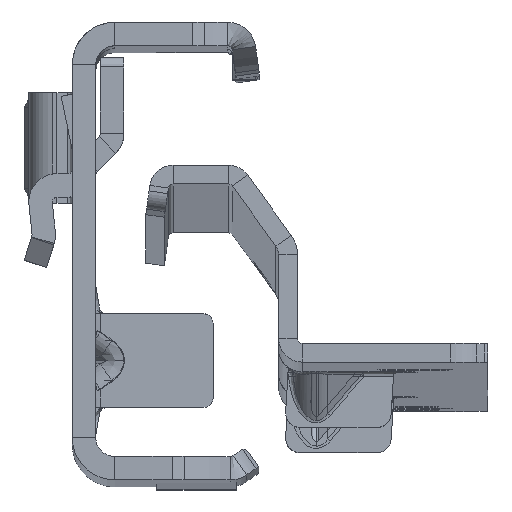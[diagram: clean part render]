
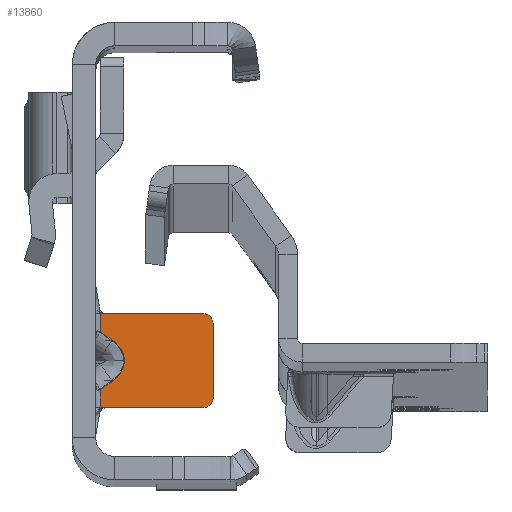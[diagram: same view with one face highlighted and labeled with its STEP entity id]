
A CAD part, top view. The second image highlights one B-rep face of the part: STEP entity #13860.
In plain terms, the highlighted planar face has unit normal (0, 0, 1).
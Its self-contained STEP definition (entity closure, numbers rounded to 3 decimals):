
#127 = DIRECTION ( 'NONE',  ( 0., 1., 0. ) ) ;
#151 = LINE ( 'NONE', #6009, #11427 ) ;
#229 = VERTEX_POINT ( 'NONE', #4935 ) ;
#266 = CARTESIAN_POINT ( 'NONE',  ( 1.757, -8.408, -391.5 ) ) ;
#284 = AXIS2_PLACEMENT_3D ( 'NONE', #11190, #6688, #1016 ) ;
#733 = CARTESIAN_POINT ( 'NONE',  ( -1.826, -15.6, -391.5 ) ) ;
#885 = CARTESIAN_POINT ( 'NONE',  ( 12.5, -6.6, -391.5 ) ) ;
#932 = VECTOR ( 'NONE', #6600, 1000. ) ;
#1016 = DIRECTION ( 'NONE',  ( 0., 1., 0. ) ) ;
#1123 = VERTEX_POINT ( 'NONE', #266 ) ;
#1171 = CARTESIAN_POINT ( 'NONE',  ( 0.5, -5.6, -391.5 ) ) ;
#1252 = CARTESIAN_POINT ( 'NONE',  ( 3.573, -9.692, -391.5 ) ) ;
#1466 = DIRECTION ( 'NONE',  ( 0., -1., 0. ) ) ;
#1554 = DIRECTION ( 'NONE',  ( 0., 0., 1. ) ) ;
#1881 = ORIENTED_EDGE ( 'NONE', *, *, #8038, .T. ) ;
#1930 = AXIS2_PLACEMENT_3D ( 'NONE', #16066, #1554, #1466 ) ;
#2055 = CARTESIAN_POINT ( 'NONE',  ( 11.5, -5.6, -391.5 ) ) ;
#2081 = VERTEX_POINT ( 'NONE', #1171 ) ;
#2159 = CARTESIAN_POINT ( 'NONE',  ( 12.5, -14.6, -391.5 ) ) ;
#2165 = LINE ( 'NONE', #16869, #15730 ) ;
#2606 = CARTESIAN_POINT ( 'NONE',  ( -1.826, -5.6, -391.5 ) ) ;
#3156 = CIRCLE ( 'NONE', #1930, 1. ) ;
#3187 = ORIENTED_EDGE ( 'NONE', *, *, #10872, .F. ) ;
#3217 = CARTESIAN_POINT ( 'NONE',  ( 0.5, 22.3, -391.5 ) ) ;
#3436 = CARTESIAN_POINT ( 'NONE',  ( 12.5, -6.6, -391.5 ) ) ;
#3444 = ORIENTED_EDGE ( 'NONE', *, *, #14501, .F. ) ;
#3476 = LINE ( 'NONE', #885, #11971 ) ;
#3630 = EDGE_CURVE ( 'NONE', #18499, #12687, #151, .T. ) ;
#3951 = DIRECTION ( 'NONE',  ( 0., 1., 0. ) ) ;
#4247 = EDGE_CURVE ( 'NONE', #10043, #9663, #9469, .T. ) ;
#4935 = CARTESIAN_POINT ( 'NONE',  ( 0.708, -5.6, -391.5 ) ) ;
#5119 = EDGE_CURVE ( 'NONE', #12687, #1123, #6597, .T. ) ;
#5253 = VECTOR ( 'NONE', #6983, 1000. ) ;
#5256 = VERTEX_POINT ( 'NONE', #3436 ) ;
#5579 = LINE ( 'NONE', #14316, #7680 ) ;
#5642 = VERTEX_POINT ( 'NONE', #15113 ) ;
#5651 = VECTOR ( 'NONE', #12325, 1000. ) ;
#5674 = DIRECTION ( 'NONE',  ( -0.816, 0.577, 0. ) ) ;
#5757 = CARTESIAN_POINT ( 'NONE',  ( 1.757, -12.792, -391.5 ) ) ;
#5908 = DIRECTION ( 'NONE',  ( 0.816, 0.577, 0. ) ) ;
#5942 = ORIENTED_EDGE ( 'NONE', *, *, #9217, .T. ) ;
#6009 = CARTESIAN_POINT ( 'NONE',  ( 2.624, -12.179, -391.5 ) ) ;
#6597 =( BOUNDED_CURVE ( )  B_SPLINE_CURVE ( 3, ( #8826, #7291, #1252, #7112 ),
 .UNSPECIFIED., .F., .F. ) 
 B_SPLINE_CURVE_WITH_KNOTS ( ( 4, 4 ),
 ( 2.356, 3.927 ),
 .UNSPECIFIED. ) 
 CURVE ( )  GEOMETRIC_REPRESENTATION_ITEM ( )  RATIONAL_B_SPLINE_CURVE ( ( 1., 0.805, 0.805, 1. ) ) 
 REPRESENTATION_ITEM ( '' )  );
#6600 = DIRECTION ( 'NONE',  ( 1., 0., 0. ) ) ;
#6642 = EDGE_CURVE ( 'NONE', #10942, #7536, #12546, .T. ) ;
#6688 = DIRECTION ( 'NONE',  ( 0., 0., 1. ) ) ;
#6691 = DIRECTION ( 'NONE',  ( -1., 0., 0. ) ) ;
#6694 = CARTESIAN_POINT ( 'NONE',  ( 0.5, -13.681, -391.5 ) ) ;
#6849 = ORIENTED_EDGE ( 'NONE', *, *, #3630, .F. ) ;
#6921 = CARTESIAN_POINT ( 'NONE',  ( 1.367, -8.131, -391.5 ) ) ;
#6930 = LINE ( 'NONE', #2606, #7077 ) ;
#6983 = DIRECTION ( 'NONE',  ( 0., 1., 0. ) ) ;
#7077 = VECTOR ( 'NONE', #18638, 1000. ) ;
#7110 = LINE ( 'NONE', #6921, #7763 ) ;
#7112 = CARTESIAN_POINT ( 'NONE',  ( 1.757, -8.408, -391.5 ) ) ;
#7224 = EDGE_LOOP ( 'NONE', ( #18881, #18109, #6849, #3187, #10135, #1881, #17881, #14565, #5942, #8227, #14167, #3444 ) ) ;
#7291 = CARTESIAN_POINT ( 'NONE',  ( 3.573, -11.508, -391.5 ) ) ;
#7536 = VERTEX_POINT ( 'NONE', #2159 ) ;
#7680 = VECTOR ( 'NONE', #12957, 1000. ) ;
#7763 = VECTOR ( 'NONE', #5674, 1000. ) ;
#8038 = EDGE_CURVE ( 'NONE', #9663, #10942, #5579, .T. ) ;
#8131 = EDGE_CURVE ( 'NONE', #18999, #229, #6930, .T. ) ;
#8227 = ORIENTED_EDGE ( 'NONE', *, *, #8131, .T. ) ;
#8641 = EDGE_CURVE ( 'NONE', #229, #2081, #2165, .T. ) ;
#8826 = CARTESIAN_POINT ( 'NONE',  ( 1.757, -12.792, -391.5 ) ) ;
#9217 = EDGE_CURVE ( 'NONE', #5256, #18999, #3156, .T. ) ;
#9469 = LINE ( 'NONE', #733, #932 ) ;
#9663 = VERTEX_POINT ( 'NONE', #18504 ) ;
#10043 = VERTEX_POINT ( 'NONE', #11453 ) ;
#10135 = ORIENTED_EDGE ( 'NONE', *, *, #4247, .T. ) ;
#10406 = EDGE_CURVE ( 'NONE', #7536, #5256, #3476, .T. ) ;
#10586 = PLANE ( 'NONE',  #16326 ) ;
#10872 = EDGE_CURVE ( 'NONE', #10043, #18499, #11667, .T. ) ;
#10942 = VERTEX_POINT ( 'NONE', #17915 ) ;
#11190 = CARTESIAN_POINT ( 'NONE',  ( 11.5, -14.6, -391.5 ) ) ;
#11427 = VECTOR ( 'NONE', #5908, 1000. ) ;
#11453 = CARTESIAN_POINT ( 'NONE',  ( 0.5, -15.6, -391.5 ) ) ;
#11486 = CARTESIAN_POINT ( 'NONE',  ( 0.5, 22.3, -391.5 ) ) ;
#11667 = LINE ( 'NONE', #11486, #5253 ) ;
#11734 = EDGE_CURVE ( 'NONE', #1123, #5642, #7110, .T. ) ;
#11971 = VECTOR ( 'NONE', #3951, 1000. ) ;
#12117 = FACE_OUTER_BOUND ( 'NONE', #7224, .T. ) ;
#12325 = DIRECTION ( 'NONE',  ( 0., 1., 0. ) ) ;
#12546 = CIRCLE ( 'NONE', #284, 1. ) ;
#12687 = VERTEX_POINT ( 'NONE', #5757 ) ;
#12957 = DIRECTION ( 'NONE',  ( 1., 0., 0. ) ) ;
#13273 = CARTESIAN_POINT ( 'NONE',  ( -37.326, 22.3, -391.5 ) ) ;
#13860 = ADVANCED_FACE ( 'NONE', ( #12117 ), #10586, .F. ) ;
#14167 = ORIENTED_EDGE ( 'NONE', *, *, #8641, .T. ) ;
#14316 = CARTESIAN_POINT ( 'NONE',  ( -1.826, -15.6, -391.5 ) ) ;
#14501 = EDGE_CURVE ( 'NONE', #5642, #2081, #18100, .T. ) ;
#14565 = ORIENTED_EDGE ( 'NONE', *, *, #10406, .T. ) ;
#15113 = CARTESIAN_POINT ( 'NONE',  ( 0.5, -7.519, -391.5 ) ) ;
#15730 = VECTOR ( 'NONE', #6691, 1000. ) ;
#16066 = CARTESIAN_POINT ( 'NONE',  ( 11.5, -6.6, -391.5 ) ) ;
#16326 = AXIS2_PLACEMENT_3D ( 'NONE', #13273, #17976, #127 ) ;
#16869 = CARTESIAN_POINT ( 'NONE',  ( -1.826, -5.6, -391.5 ) ) ;
#17881 = ORIENTED_EDGE ( 'NONE', *, *, #6642, .T. ) ;
#17915 = CARTESIAN_POINT ( 'NONE',  ( 11.5, -15.6, -391.5 ) ) ;
#17976 = DIRECTION ( 'NONE',  ( 0., 0., -1. ) ) ;
#18100 = LINE ( 'NONE', #3217, #5651 ) ;
#18109 = ORIENTED_EDGE ( 'NONE', *, *, #5119, .F. ) ;
#18499 = VERTEX_POINT ( 'NONE', #6694 ) ;
#18504 = CARTESIAN_POINT ( 'NONE',  ( 0.708, -15.6, -391.5 ) ) ;
#18638 = DIRECTION ( 'NONE',  ( -1., 0., 0. ) ) ;
#18881 = ORIENTED_EDGE ( 'NONE', *, *, #11734, .F. ) ;
#18999 = VERTEX_POINT ( 'NONE', #2055 ) ;
